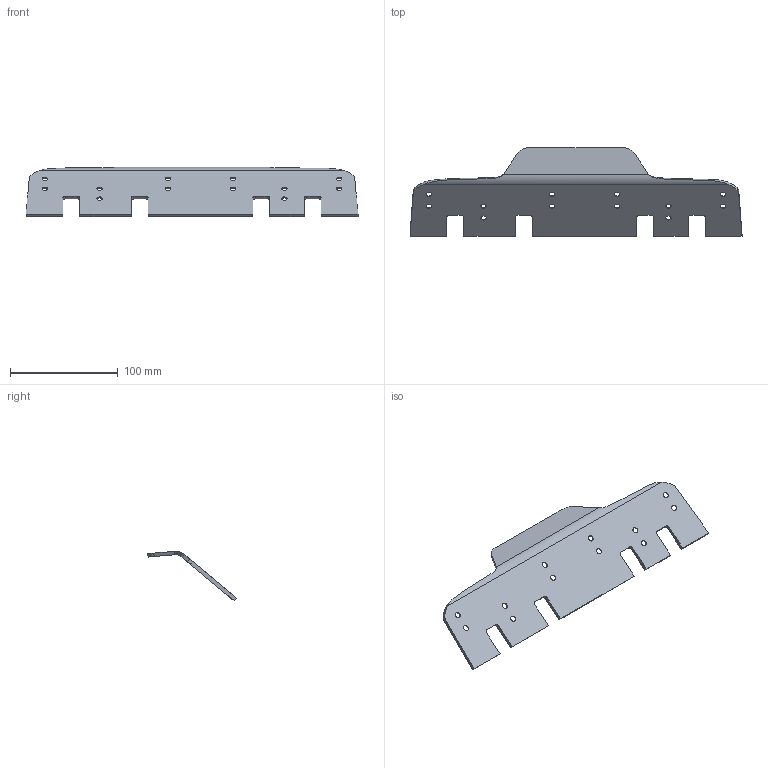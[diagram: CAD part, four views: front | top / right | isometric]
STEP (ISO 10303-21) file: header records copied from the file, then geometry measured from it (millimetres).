
FILE_DESCRIPTION (( 'STEP AP214' ), '1' );
FILE_NAME ('Forks Wedge.STEP', '2023-12-22T04:09:58', ( '' ), ( '' ), 'SwSTEP 2.0', 'SolidWorks 2023', '' );
FILE_SCHEMA (( 'AUTOMOTIVE_DESIGN' ));
Length unit declared in the file: inch
Products named in the file (1): Forks Wedge
Bounding box: 307.98 x 82.04 x 45.87 mm (x, y, z)
Volume: 68755.6 mm3; surface area: 47255.2 mm2
Topology: 1 solids, 1 shells, 92 faces, 238 edges, 148 vertices
Faces by surface type: cylinder 40, plane 26, cone 24, bspline 2
Entity records: 3045 total; most frequent: CARTESIAN_POINT 665, DIRECTION 512, ORIENTED_EDGE 476, EDGE_CURVE 238, AXIS2_PLACEMENT_3D 191, VERTEX_POINT 148, VECTOR 130, LINE 130
